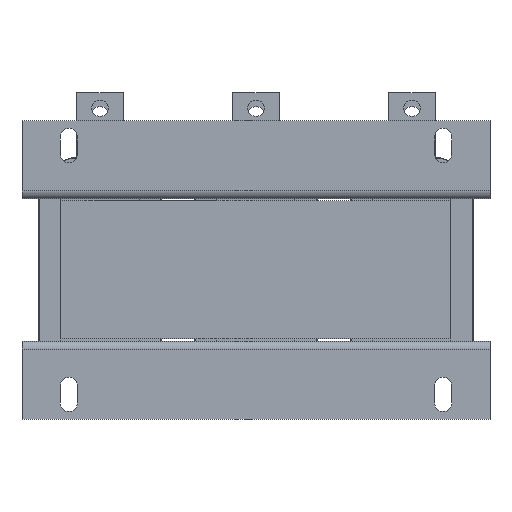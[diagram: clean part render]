
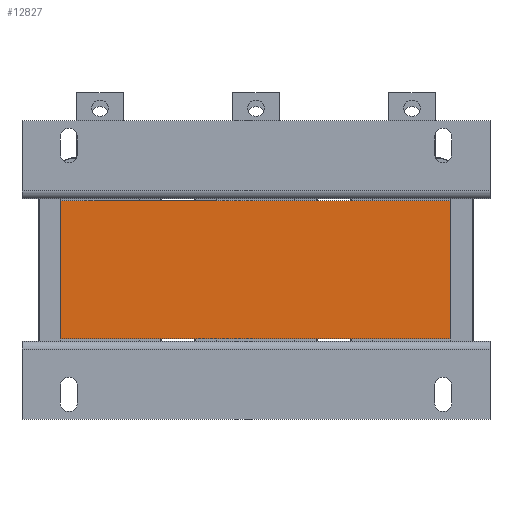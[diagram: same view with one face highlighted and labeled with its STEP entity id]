
A CAD part, front view. The second image highlights one B-rep face of the part: STEP entity #12827.
In plain terms, the highlighted planar face has unit normal (0, -1, 0).
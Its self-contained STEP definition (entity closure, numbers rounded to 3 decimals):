
#322 = DIRECTION ( 'NONE',  ( 1., 0., 0. ) ) ;
#740 = EDGE_CURVE ( 'Defeature ausgef�hrt1_306+Defeature ausgef�hrt1_310+Defeature ausgef�hrt1_309+Defeature ausgef�hrt1_308', #14951, #12975, #10356, .T. ) ;
#1192 = DIRECTION ( 'NONE',  ( 1., 0., 0. ) ) ;
#1566 = VECTOR ( 'NONE', #11782, 1000. ) ;
#1707 = ORIENTED_EDGE ( 'NONE', *, *, #740, .F. ) ;
#2235 = DIRECTION ( 'NONE',  ( 0., 1., 0. ) ) ;
#2287 = CARTESIAN_POINT ( 'NONE',  ( -125., -127.9, 44.25 ) ) ;
#2306 = ORIENTED_EDGE ( 'NONE', *, *, #12211, .F. ) ;
#2533 = CARTESIAN_POINT ( 'NONE',  ( -125., -127.9, 44.25 ) ) ;
#3002 = CARTESIAN_POINT ( 'NONE',  ( 125., -127.9, 44.25 ) ) ;
#3534 = FACE_OUTER_BOUND ( 'NONE', #3909, .T. ) ;
#3909 = EDGE_LOOP ( 'NONE', ( #10084, #2306, #1707, #7651 ) ) ;
#4903 = VERTEX_POINT ( 'NONE', #8787 ) ;
#5578 = DIRECTION ( 'NONE',  ( 0., 0., 1. ) ) ;
#5735 = CARTESIAN_POINT ( 'NONE',  ( -125., -127.9, 44.25 ) ) ;
#7651 = ORIENTED_EDGE ( 'NONE', *, *, #8826, .T. ) ;
#7720 = CARTESIAN_POINT ( 'NONE',  ( -125., -127.9, 44.25 ) ) ;
#8318 = CARTESIAN_POINT ( 'NONE',  ( -125., -127.9, -44.25 ) ) ;
#8342 = VECTOR ( 'NONE', #322, 1000. ) ;
#8391 = AXIS2_PLACEMENT_3D ( 'NONE', #2287, #2235, #5578 ) ;
#8787 = CARTESIAN_POINT ( 'NONE',  ( -125., -127.9, -44.25 ) ) ;
#8826 = EDGE_CURVE ( 'Defeature ausgef�hrt1_310+Defeature ausgef�hrt1_309+Defeature ausgef�hrt1_306+Defeature ausgef�hrt1_307', #14951, #4903, #14084, .T. ) ;
#9086 = VECTOR ( 'NONE', #1192, 1000. ) ;
#9220 = CARTESIAN_POINT ( 'NONE',  ( 125., -127.9, 44.25 ) ) ;
#9474 = DIRECTION ( 'NONE',  ( 0., 0., -1. ) ) ;
#10084 = ORIENTED_EDGE ( 'NONE', *, *, #10757, .T. ) ;
#10229 = PLANE ( 'NONE',  #8391 ) ;
#10356 = LINE ( 'NONE', #5735, #9086 ) ;
#10757 = EDGE_CURVE ( 'Defeature ausgef�hrt1_310+Defeature ausgef�hrt1_307+Defeature ausgef�hrt1_309+Defeature ausgef�hrt1_308', #4903, #14373, #11381, .T. ) ;
#11329 = CARTESIAN_POINT ( 'NONE',  ( 125., -127.9, -44.25 ) ) ;
#11381 = LINE ( 'NONE', #8318, #8342 ) ;
#11782 = DIRECTION ( 'NONE',  ( 0., 0., -1. ) ) ;
#12211 = EDGE_CURVE ( 'Defeature ausgef�hrt1_308+Defeature ausgef�hrt1_310+Defeature ausgef�hrt1_306+Defeature ausgef�hrt1_307', #12975, #14373, #12417, .T. ) ;
#12417 = LINE ( 'NONE', #9220, #1566 ) ;
#12827 = ADVANCED_FACE ( 'Defeature ausgef�hrt1_310', ( #3534 ), #10229, .F. ) ;
#12975 = VERTEX_POINT ( 'NONE', #3002 ) ;
#14084 = LINE ( 'NONE', #2533, #14968 ) ;
#14373 = VERTEX_POINT ( 'NONE', #11329 ) ;
#14951 = VERTEX_POINT ( 'NONE', #7720 ) ;
#14968 = VECTOR ( 'NONE', #9474, 1000. ) ;
